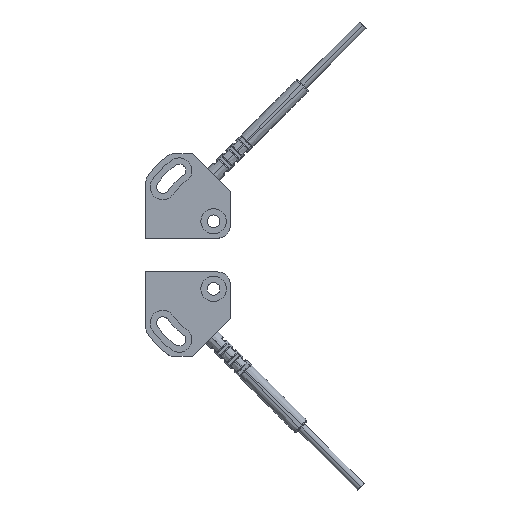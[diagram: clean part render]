
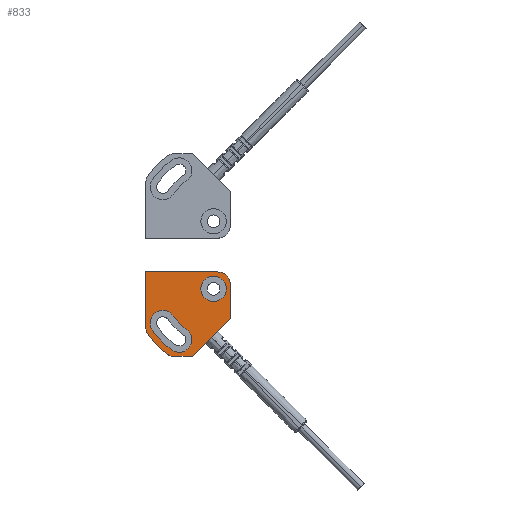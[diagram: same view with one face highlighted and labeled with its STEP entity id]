
A CAD part, top view. The second image highlights one B-rep face of the part: STEP entity #833.
In plain terms, the highlighted face is planar.
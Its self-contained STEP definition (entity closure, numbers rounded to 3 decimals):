
#178=CARTESIAN_POINT('',(5.127,-5.127,-2.5));
#179=DIRECTION('',(0.,0.,1.));
#180=DIRECTION('',(1.,0.,0.));
#181=AXIS2_PLACEMENT_3D('',#178,#179,#180);
#183=CARTESIAN_POINT('',(5.127,-5.127,-2.5));
#184=DIRECTION('',(0.,0.,1.));
#185=DIRECTION('',(-1.,0.,0.));
#186=AXIS2_PLACEMENT_3D('',#183,#184,#185);
#188=CARTESIAN_POINT('',(5.127,-5.127,-2.5));
#189=DIRECTION('',(0.,0.,1.));
#190=DIRECTION('',(-0.559,0.829,0.));
#191=AXIS2_PLACEMENT_3D('',#188,#189,#190);
#193=CARTESIAN_POINT('',(-2.982,6.895,-2.5));
#194=DIRECTION('',(0.,0.,1.));
#195=DIRECTION('',(0.559,-0.829,0.));
#196=AXIS2_PLACEMENT_3D('',#193,#194,#195);
#198=CARTESIAN_POINT('',(5.127,-5.127,-2.5));
#199=DIRECTION('',(0.,0.,1.));
#200=DIRECTION('',(-0.559,0.829,0.));
#201=AXIS2_PLACEMENT_3D('',#198,#199,#200);
#203=CARTESIAN_POINT('',(-6.895,2.982,-2.5));
#204=DIRECTION('',(0.,0.,1.));
#205=DIRECTION('',(-0.829,0.559,0.));
#206=AXIS2_PLACEMENT_3D('',#203,#204,#205);
#208=CARTESIAN_POINT('',(-4.34,8.873,-2.5));
#209=DIRECTION('',(0.,0.,-1.));
#210=DIRECTION('',(-0.56,0.828,0.));
#211=AXIS2_PLACEMENT_3D('',#208,#209,#210);
#213=CARTESIAN_POINT('',(5.127,-5.127,-2.5));
#214=DIRECTION('',(0.,0.,1.));
#215=DIRECTION('',(-0.56,0.828,0.));
#216=AXIS2_PLACEMENT_3D('',#213,#214,#215);
#218=CARTESIAN_POINT('',(-8.873,4.34,-2.5));
#219=DIRECTION('',(0.,0.,-1.));
#220=DIRECTION('',(-1.,0.,0.));
#221=AXIS2_PLACEMENT_3D('',#218,#219,#220);
#223=DIRECTION('',(0.,-1.,0.));
#224=VECTOR('',#223,13.466);
#225=CARTESIAN_POINT('',(-10.873,4.34,-2.5));
#226=LINE('',#225,#224);
#227=DIRECTION('',(1.,0.,0.));
#228=VECTOR('',#227,17.);
#229=CARTESIAN_POINT('',(-10.873,-9.127,-2.5));
#230=LINE('',#229,#228);
#231=CARTESIAN_POINT('',(6.127,-6.127,-2.5));
#232=DIRECTION('',(0.,0.,1.));
#233=DIRECTION('',(0.,-1.,0.));
#234=AXIS2_PLACEMENT_3D('',#231,#232,#233);
#236=DIRECTION('',(0.,1.,0.));
#237=VECTOR('',#236,8.);
#238=CARTESIAN_POINT('',(9.127,-6.127,-2.5));
#239=LINE('',#238,#237);
#240=DIRECTION('',(-0.707,0.707,0.));
#241=VECTOR('',#240,12.728);
#242=CARTESIAN_POINT('',(9.127,1.874,-2.5));
#243=LINE('',#242,#241);
#244=DIRECTION('',(-1.,0.,0.));
#245=VECTOR('',#244,4.466);
#246=CARTESIAN_POINT('',(0.127,10.873,-2.5));
#247=LINE('',#246,#245);
#420=CARTESIAN_POINT('',(-10.873,-9.127,-2.5));
#421=CARTESIAN_POINT('',(6.127,-9.127,-2.5));
#422=VERTEX_POINT('',#420);
#423=VERTEX_POINT('',#421);
#424=CARTESIAN_POINT('',(9.127,-6.127,-2.5));
#425=VERTEX_POINT('',#424);
#426=CARTESIAN_POINT('',(9.127,1.874,-2.5));
#427=VERTEX_POINT('',#426);
#428=CARTESIAN_POINT('',(0.127,10.873,-2.5));
#429=VERTEX_POINT('',#428);
#488=CARTESIAN_POINT('',(8.127,-5.127,-2.5));
#489=VERTEX_POINT('',#488);
#490=CARTESIAN_POINT('',(2.127,-5.127,-2.5));
#491=VERTEX_POINT('',#490);
#492=CARTESIAN_POINT('',(-4.659,9.382,-2.5));
#493=VERTEX_POINT('',#492);
#494=CARTESIAN_POINT('',(-9.382,4.659,-2.5));
#495=VERTEX_POINT('',#494);
#496=CARTESIAN_POINT('',(-4.407,1.304,-2.5));
#497=VERTEX_POINT('',#496);
#498=CARTESIAN_POINT('',(-1.304,4.407,-2.5));
#499=VERTEX_POINT('',#498);
#512=CARTESIAN_POINT('',(-5.46,10.53,-2.5));
#513=CARTESIAN_POINT('',(-4.34,10.873,-2.5));
#514=VERTEX_POINT('',#512);
#515=VERTEX_POINT('',#513);
#520=CARTESIAN_POINT('',(-10.873,4.34,-2.5));
#521=CARTESIAN_POINT('',(-10.53,5.46,-2.5));
#522=VERTEX_POINT('',#520);
#523=VERTEX_POINT('',#521);
#794=CARTESIAN_POINT('',(0.,0.,-2.5));
#795=DIRECTION('',(0.,0.,1.));
#796=DIRECTION('',(1.,0.,0.));
#797=AXIS2_PLACEMENT_3D('',#794,#795,#796);
#798=PLANE('',#797);
#800=ORIENTED_EDGE('',*,*,#799,.F.);
#802=ORIENTED_EDGE('',*,*,#801,.T.);
#804=ORIENTED_EDGE('',*,*,#803,.F.);
#806=ORIENTED_EDGE('',*,*,#805,.T.);
#808=ORIENTED_EDGE('',*,*,#807,.T.);
#810=ORIENTED_EDGE('',*,*,#809,.T.);
#812=ORIENTED_EDGE('',*,*,#811,.T.);
#814=ORIENTED_EDGE('',*,*,#813,.T.);
#816=ORIENTED_EDGE('',*,*,#815,.T.);
#817=EDGE_LOOP('',(#800,#802,#804,#806,#808,#810,#812,#814,#816));
#818=FACE_OUTER_BOUND('',#817,.F.);
#820=ORIENTED_EDGE('',*,*,#819,.F.);
#822=ORIENTED_EDGE('',*,*,#821,.F.);
#824=ORIENTED_EDGE('',*,*,#823,.T.);
#826=ORIENTED_EDGE('',*,*,#825,.F.);
#827=EDGE_LOOP('',(#820,#822,#824,#826));
#828=FACE_BOUND('',#827,.F.);
#829=ORIENTED_EDGE('',*,*,#773,.F.);
#830=ORIENTED_EDGE('',*,*,#789,.F.);
#831=EDGE_LOOP('',(#829,#830));
#832=FACE_BOUND('',#831,.F.);
#833=ADVANCED_FACE('',(#818,#828,#832),#798,.F.);
#182=CIRCLE('',#181,3.);
#187=CIRCLE('',#186,3.);
#192=CIRCLE('',#191,17.5);
#197=CIRCLE('',#196,3.);
#202=CIRCLE('',#201,11.5);
#207=CIRCLE('',#206,3.);
#212=CIRCLE('',#211,2.);
#217=CIRCLE('',#216,18.9);
#222=CIRCLE('',#221,2.);
#235=CIRCLE('',#234,3.);
#773=EDGE_CURVE('',#489,#491,#182,.T.);
#789=EDGE_CURVE('',#491,#489,#187,.T.);
#799=EDGE_CURVE('',#514,#515,#212,.T.);
#801=EDGE_CURVE('',#514,#523,#217,.T.);
#803=EDGE_CURVE('',#522,#523,#222,.T.);
#805=EDGE_CURVE('',#522,#422,#226,.T.);
#807=EDGE_CURVE('',#422,#423,#230,.T.);
#809=EDGE_CURVE('',#423,#425,#235,.T.);
#811=EDGE_CURVE('',#425,#427,#239,.T.);
#813=EDGE_CURVE('',#427,#429,#243,.T.);
#815=EDGE_CURVE('',#429,#515,#247,.T.);
#819=EDGE_CURVE('',#493,#495,#192,.T.);
#821=EDGE_CURVE('',#499,#493,#197,.T.);
#823=EDGE_CURVE('',#499,#497,#202,.T.);
#825=EDGE_CURVE('',#495,#497,#207,.T.);
